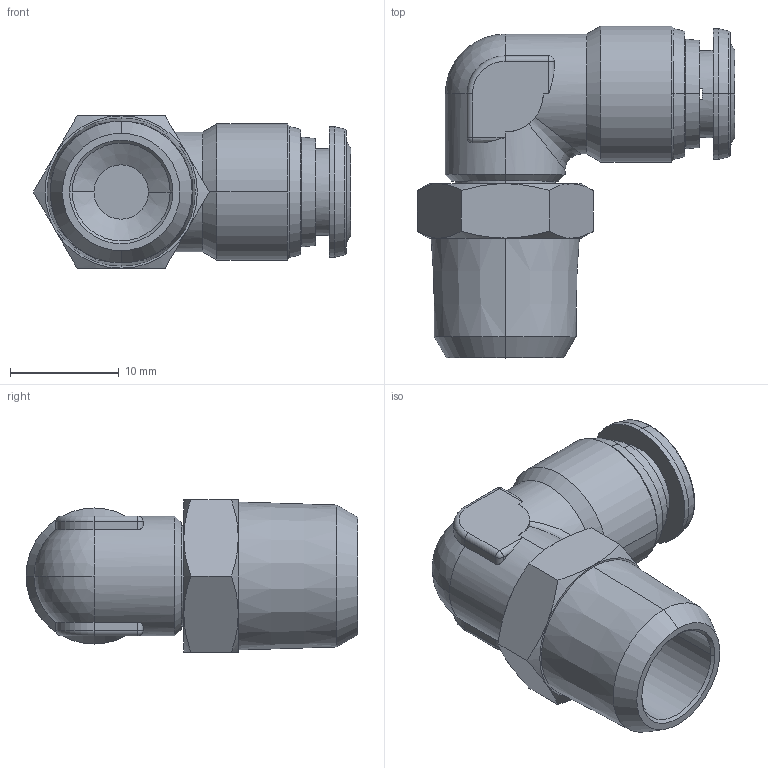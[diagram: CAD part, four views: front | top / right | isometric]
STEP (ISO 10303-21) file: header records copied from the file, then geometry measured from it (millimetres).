
FILE_DESCRIPTION (( 'STEP AP214' ), '1' );
FILE_NAME ('6011000004.step', '2012-10-16T16:32:10', ( '' ), ( '' ), 'SwSTEP 2.0', 'SolidWorks 2012', '' );
FILE_SCHEMA (( 'AUTOMOTIVE_DESIGN' ));
Length unit declared in the file: millimetre
Products named in the file (1): 6011000004
Bounding box: 29.18 x 30.5 x 14 mm (x, y, z)
Volume: 4166.9 mm3; surface area: 2750.1 mm2
Topology: 1 solids, 1 shells, 124 faces, 286 edges, 167 vertices
Faces by surface type: cone 40, cylinder 36, plane 33, torus 8, sphere 6, bspline 1
Entity records: 5102 total; most frequent: CARTESIAN_POINT 902, DIRECTION 624, ORIENTED_EDGE 564, EDGE_CURVE 282, AXIS2_PLACEMENT_3D 259, VERTEX_POINT 167, CIRCLE 135, EDGE_LOOP 135
